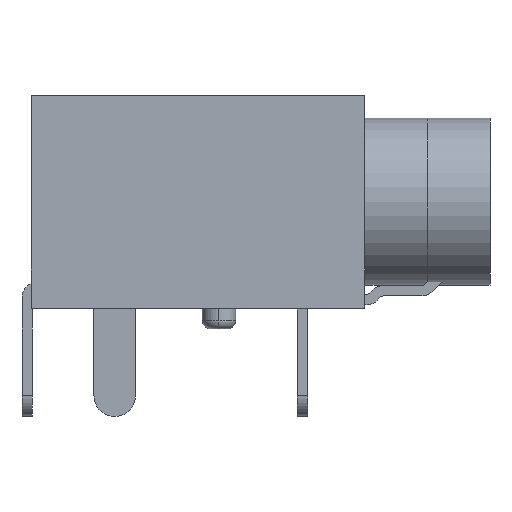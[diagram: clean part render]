
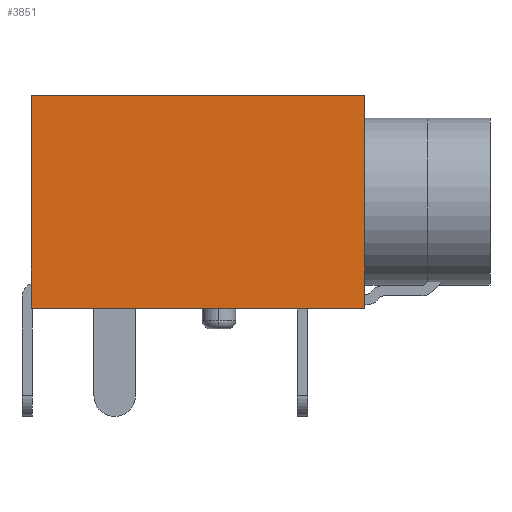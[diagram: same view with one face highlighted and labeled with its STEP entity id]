
A CAD part, left-side view. The second image highlights one B-rep face of the part: STEP entity #3851.
In plain terms, the highlighted planar face has unit normal (-1, 0, 0).
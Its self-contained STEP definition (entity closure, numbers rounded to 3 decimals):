
#3811 = VERTEX_POINT('',#3812);
#3812 = CARTESIAN_POINT('',(-2.55,3.215,
    0.));
#3818 = EDGE_CURVE('',#3819,#3811,#3821,.T.);
#3819 = VERTEX_POINT('',#3820);
#3820 = CARTESIAN_POINT('',(-2.55,3.215,
    5.1));
#3821 = LINE('',#3822,#3823);
#3822 = CARTESIAN_POINT('',(-2.55,3.215,
    5.1));
#3823 = VECTOR('',#3824,1.);
#3824 = DIRECTION('',(-0.,-0.,-1.));
#3851 = ADVANCED_FACE('',(#3852),#3877,.F.);
#3852 = FACE_BOUND('',#3853,.T.);
#3853 = EDGE_LOOP('',(#3854,#3862,#3870,#3876));
#3854 = ORIENTED_EDGE('',*,*,#3855,.T.);
#3855 = EDGE_CURVE('',#3811,#3856,#3858,.T.);
#3856 = VERTEX_POINT('',#3857);
#3857 = CARTESIAN_POINT('',(-2.55,-4.785,
    0.));
#3858 = LINE('',#3859,#3860);
#3859 = CARTESIAN_POINT('',(-2.55,3.215,
    0.));
#3860 = VECTOR('',#3861,1.);
#3861 = DIRECTION('',(0.,-1.,0.));
#3862 = ORIENTED_EDGE('',*,*,#3863,.F.);
#3863 = EDGE_CURVE('',#3864,#3856,#3866,.T.);
#3864 = VERTEX_POINT('',#3865);
#3865 = CARTESIAN_POINT('',(-2.55,-4.785,
    5.1));
#3866 = LINE('',#3867,#3868);
#3867 = CARTESIAN_POINT('',(-2.55,-4.785,
    5.1));
#3868 = VECTOR('',#3869,1.);
#3869 = DIRECTION('',(-0.,-0.,-1.));
#3870 = ORIENTED_EDGE('',*,*,#3871,.F.);
#3871 = EDGE_CURVE('',#3819,#3864,#3872,.T.);
#3872 = LINE('',#3873,#3874);
#3873 = CARTESIAN_POINT('',(-2.55,3.215,
    5.1));
#3874 = VECTOR('',#3875,1.);
#3875 = DIRECTION('',(0.,-1.,0.));
#3876 = ORIENTED_EDGE('',*,*,#3818,.T.);
#3877 = PLANE('',#3878);
#3878 = AXIS2_PLACEMENT_3D('',#3879,#3880,#3881);
#3879 = CARTESIAN_POINT('',(-2.55,3.215,
    5.1));
#3880 = DIRECTION('',(1.,0.,0.));
#3881 = DIRECTION('',(0.,1.,0.));
